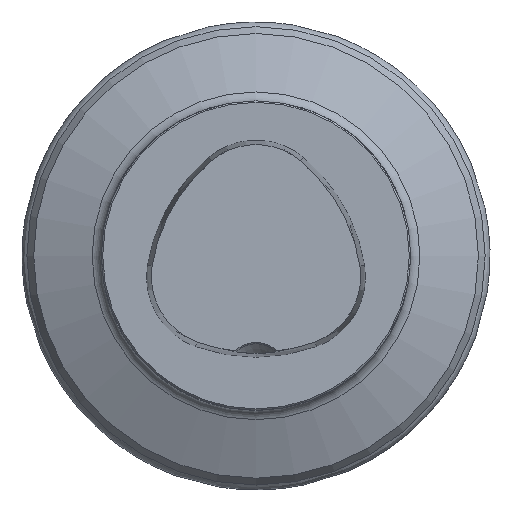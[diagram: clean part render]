
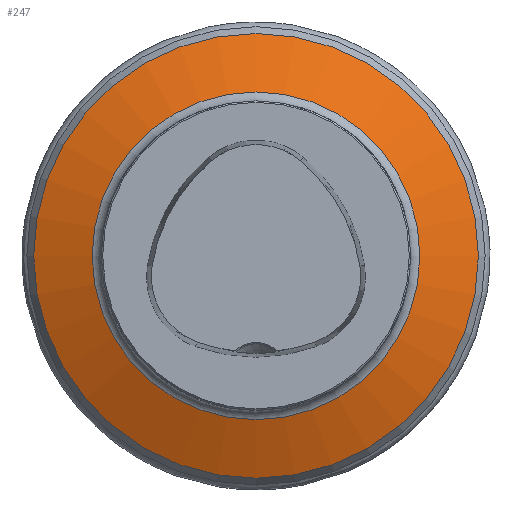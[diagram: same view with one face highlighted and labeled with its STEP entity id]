
A CAD part, top view. The second image highlights one B-rep face of the part: STEP entity #247.
In plain terms, the highlighted conical face has half-angle 67.402 degrees and reference radius 45.251 mm.
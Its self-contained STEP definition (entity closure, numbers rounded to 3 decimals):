
#153=CONICAL_SURFACE('',#974,45.251,67.402);
#247=ADVANCED_FACE('S9',(#334,#335),#153,.T.);
#334=FACE_BOUND('',#375,.T.);
#335=FACE_BOUND('',#376,.T.);
#375=EDGE_LOOP('',(#474));
#376=EDGE_LOOP('',(#475));
#474=ORIENTED_EDGE('',*,*,#729,.T.);
#475=ORIENTED_EDGE('',*,*,#730,.F.);
#660=VERTEX_POINT('',#1657);
#661=VERTEX_POINT('',#1659);
#729=EDGE_CURVE('',#660,#660,#790,.T.);
#730=EDGE_CURVE('',#661,#661,#791,.T.);
#790=CIRCLE('',#972,33.347);
#791=CIRCLE('',#973,45.251);
#972=AXIS2_PLACEMENT_3D('',#1656,#1112,#1113);
#973=AXIS2_PLACEMENT_3D('',#1658,#1114,#1115);
#974=AXIS2_PLACEMENT_3D('',#1660,#1116,#1117);
#1112=DIRECTION('',(0.,0.,-1.));
#1113=DIRECTION('',(-1.,0.,0.));
#1114=DIRECTION('',(0.,0.,-1.));
#1115=DIRECTION('',(-1.,0.,0.));
#1116=DIRECTION('',(0.,0.,-1.));
#1117=DIRECTION('',(-1.,0.,0.));
#1656=CARTESIAN_POINT('',(0.,0.,-24.769));
#1657=CARTESIAN_POINT('',(-33.347,0.,-24.769));
#1658=CARTESIAN_POINT('',(0.,0.,-29.724));
#1659=CARTESIAN_POINT('',(-45.251,0.,-29.724));
#1660=CARTESIAN_POINT('',(0.,0.,-29.724));
